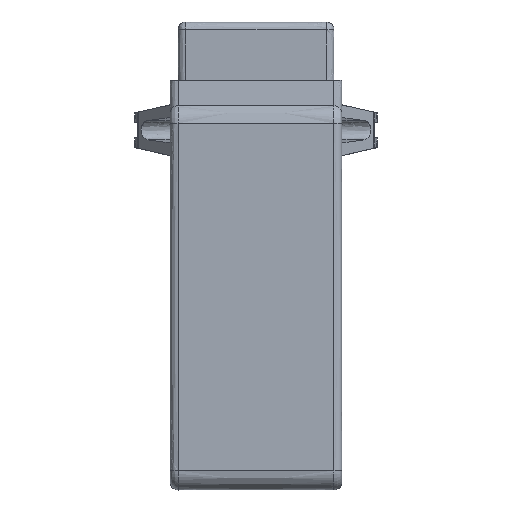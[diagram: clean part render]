
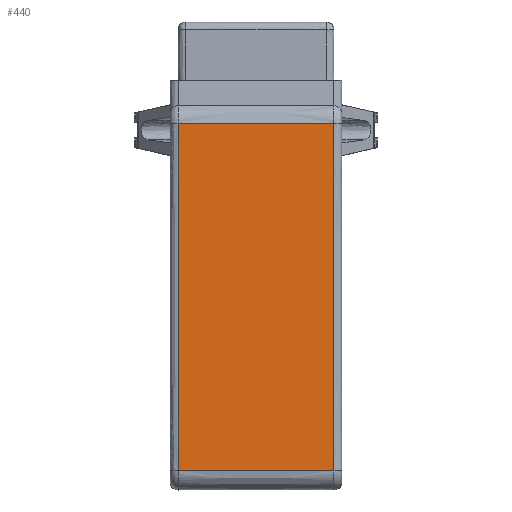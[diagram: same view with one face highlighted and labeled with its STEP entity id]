
A CAD part, left-side view. The second image highlights one B-rep face of the part: STEP entity #440.
In plain terms, the highlighted free-form (B-spline) face has degree [1, 1] with [2, 2] control points.
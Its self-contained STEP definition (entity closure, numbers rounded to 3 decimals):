
#440=ADVANCED_FACE($,(#807),#5140,.T.);
#807=FACE_OUTER_BOUND($,#1200,.T.);
#1200=EDGE_LOOP($,(#2922,#2923,#2924,#2925));
#2922=ORIENTED_EDGE($,*,*,#4030,.T.);
#2923=ORIENTED_EDGE($,*,*,#4022,.T.);
#2924=ORIENTED_EDGE($,*,*,#3996,.T.);
#2925=ORIENTED_EDGE($,*,*,#4026,.F.);
#3996=EDGE_CURVE($,#4703,#4704,#14334,.T.);
#4022=EDGE_CURVE($,#4714,#4703,#14352,.T.);
#4026=EDGE_CURVE($,#4720,#4704,#14356,.T.);
#4030=EDGE_CURVE($,#4720,#4714,#14360,.T.);
#4703=VERTEX_POINT($,#13540);
#4704=VERTEX_POINT($,#13541);
#4714=VERTEX_POINT($,#13551);
#4720=VERTEX_POINT($,#13557);
#5140=B_SPLINE_SURFACE_WITH_KNOTS($,1,1,((#12864,#12865),(#12866,#12867)),
.UNSPECIFIED.,.F.,.F.,.F.,(2,2),(2,2),(2.,42.),(11.022,100.),.UNSPECIFIED.);
#11671=CARTESIAN_POINT($,(0.,2.,5.));
#11672=CARTESIAN_POINT($,(0.,2.,34.659));
#11673=CARTESIAN_POINT($,(0.,2.,64.319));
#11674=CARTESIAN_POINT($,(0.,2.,93.978));
#11842=CARTESIAN_POINT($,(0.,42.,5.));
#11843=CARTESIAN_POINT($,(0.,28.667,5.));
#11844=CARTESIAN_POINT($,(0.,15.333,5.));
#11845=CARTESIAN_POINT($,(0.,2.,5.));
#11877=CARTESIAN_POINT($,(0.,42.,93.978));
#11878=CARTESIAN_POINT($,(0.,28.667,93.978));
#11879=CARTESIAN_POINT($,(0.,15.333,93.978));
#11880=CARTESIAN_POINT($,(0.,2.,93.978));
#11893=CARTESIAN_POINT($,(0.,42.,93.978));
#11894=CARTESIAN_POINT($,(0.,42.,64.319));
#11895=CARTESIAN_POINT($,(0.,42.,34.659));
#11896=CARTESIAN_POINT($,(0.,42.,5.));
#12864=CARTESIAN_POINT($,(0.,2.,93.978));
#12865=CARTESIAN_POINT($,(0.,2.,5.));
#12866=CARTESIAN_POINT($,(0.,42.,93.978));
#12867=CARTESIAN_POINT($,(0.,42.,5.));
#13540=CARTESIAN_POINT($,(0.,2.,5.));
#13541=CARTESIAN_POINT($,(0.,2.,93.978));
#13551=CARTESIAN_POINT($,(0.,42.,5.));
#13557=CARTESIAN_POINT($,(0.,42.,93.978));
#14334=B_SPLINE_CURVE_WITH_KNOTS($,3,(#11671,#11672,#11673,#11674),.UNSPECIFIED.,
.F.,.F.,(4,4),(5.,93.978),.UNSPECIFIED.);
#14352=B_SPLINE_CURVE_WITH_KNOTS($,3,(#11842,#11843,#11844,#11845),.UNSPECIFIED.,
.F.,.F.,(4,4),(2.,42.),.UNSPECIFIED.);
#14356=B_SPLINE_CURVE_WITH_KNOTS($,3,(#11877,#11878,#11879,#11880),.UNSPECIFIED.,
.F.,.F.,(4,4),(-42.,-2.),.UNSPECIFIED.);
#14360=B_SPLINE_CURVE_WITH_KNOTS($,3,(#11893,#11894,#11895,#11896),.UNSPECIFIED.,
.F.,.F.,(4,4),(11.022,100.),.UNSPECIFIED.);
